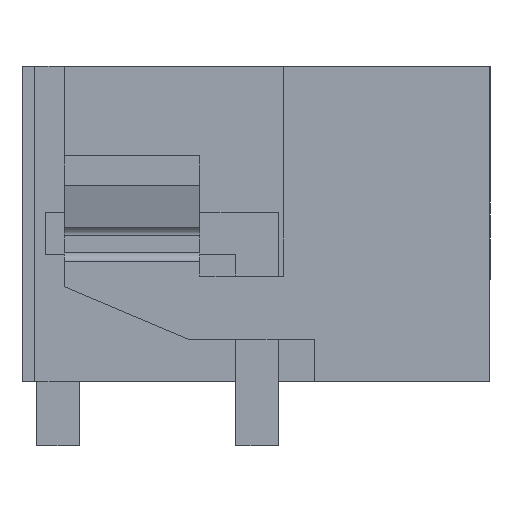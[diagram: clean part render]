
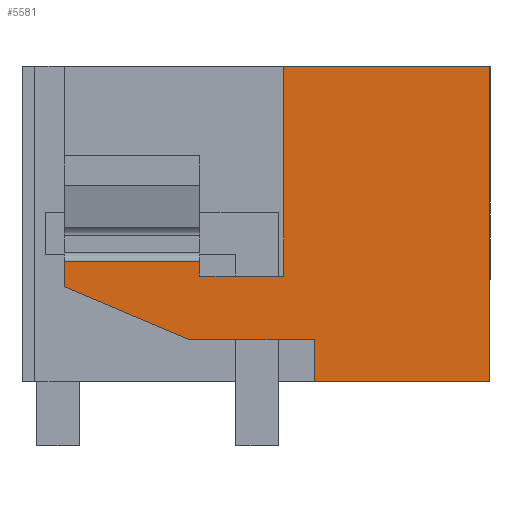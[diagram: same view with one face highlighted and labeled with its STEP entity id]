
A CAD part, left-side view. The second image highlights one B-rep face of the part: STEP entity #5581.
In plain terms, the highlighted planar face has unit normal (-1, 0, 0).
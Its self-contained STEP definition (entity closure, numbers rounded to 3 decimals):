
#5523=AXIS2_PLACEMENT_3D('Plane Axis2P3D',#5520,#5521,#5522) ;
#2675=CARTESIAN_POINT('Vertex',(0.,4.875,8.95)) ;
#2678=CARTESIAN_POINT('Line Origine',(0.,2.438,8.95)) ;
#2682=CARTESIAN_POINT('Vertex',(0.,0.,8.95)) ;
#3473=CARTESIAN_POINT('Vertex',(0.,0.,1.5)) ;
#3476=CARTESIAN_POINT('Line Origine',(0.,2.075,1.5)) ;
#3480=CARTESIAN_POINT('Vertex',(0.,4.15,1.5)) ;
#5311=CARTESIAN_POINT('Vertex',(0.,10.05,3.75)) ;
#5314=CARTESIAN_POINT('Line Origine',(0.,10.05,4.05)) ;
#5318=CARTESIAN_POINT('Vertex',(0.,10.05,4.35)) ;
#5505=CARTESIAN_POINT('Vertex',(0.,4.875,4.)) ;
#5508=CARTESIAN_POINT('Line Origine',(0.,4.875,6.475)) ;
#5520=CARTESIAN_POINT('Axis2P3D Location',(0.,11.05,-1.7)) ;
#5525=CARTESIAN_POINT('Line Origine',(0.,0.,5.225)) ;
#5530=CARTESIAN_POINT('Line Origine',(0.,5.863,4.)) ;
#5534=CARTESIAN_POINT('Vertex',(0.,6.85,4.)) ;
#5537=CARTESIAN_POINT('Line Origine',(0.,6.85,4.175)) ;
#5541=CARTESIAN_POINT('Vertex',(0.,6.85,4.35)) ;
#5544=CARTESIAN_POINT('Line Origine',(0.,8.45,4.35)) ;
#5549=CARTESIAN_POINT('Line Origine',(0.,8.571,3.123)) ;
#5553=CARTESIAN_POINT('Vertex',(0.,7.092,2.497)) ;
#5556=CARTESIAN_POINT('Line Origine',(0.,5.621,2.497)) ;
#5560=CARTESIAN_POINT('Vertex',(0.,4.15,2.497)) ;
#5563=CARTESIAN_POINT('Line Origine',(0.,4.15,1.998)) ;
#2679=DIRECTION('Vector Direction',(0.,-1.,0.)) ;
#3477=DIRECTION('Vector Direction',(0.,1.,0.)) ;
#5315=DIRECTION('Vector Direction',(0.,0.,-1.)) ;
#5509=DIRECTION('Vector Direction',(0.,0.,1.)) ;
#5521=DIRECTION('Axis2P3D Direction',(-1.,0.,0.)) ;
#5522=DIRECTION('Axis2P3D XDirection',(0.,-1.,0.)) ;
#5526=DIRECTION('Vector Direction',(0.,0.,-1.)) ;
#5531=DIRECTION('Vector Direction',(0.,1.,0.)) ;
#5538=DIRECTION('Vector Direction',(0.,0.,1.)) ;
#5545=DIRECTION('Vector Direction',(0.,-1.,0.)) ;
#5550=DIRECTION('Vector Direction',(0.,0.921,0.39)) ;
#5557=DIRECTION('Vector Direction',(0.,-1.,0.)) ;
#5564=DIRECTION('Vector Direction',(0.,0.,-1.)) ;
#2680=VECTOR('Line Direction',#2679,1.) ;
#3478=VECTOR('Line Direction',#3477,1.) ;
#5316=VECTOR('Line Direction',#5315,1.) ;
#5510=VECTOR('Line Direction',#5509,1.) ;
#5527=VECTOR('Line Direction',#5526,1.) ;
#5532=VECTOR('Line Direction',#5531,1.) ;
#5539=VECTOR('Line Direction',#5538,1.) ;
#5546=VECTOR('Line Direction',#5545,1.) ;
#5551=VECTOR('Line Direction',#5550,1.) ;
#5558=VECTOR('Line Direction',#5557,1.) ;
#5565=VECTOR('Line Direction',#5564,1.) ;
#5569=ORIENTED_EDGE('',*,*,#3482,.T.) ;
#5570=ORIENTED_EDGE('',*,*,#5529,.T.) ;
#5571=ORIENTED_EDGE('',*,*,#2684,.T.) ;
#5572=ORIENTED_EDGE('',*,*,#5512,.T.) ;
#5573=ORIENTED_EDGE('',*,*,#5536,.T.) ;
#5574=ORIENTED_EDGE('',*,*,#5543,.T.) ;
#5575=ORIENTED_EDGE('',*,*,#5548,.F.) ;
#5576=ORIENTED_EDGE('',*,*,#5320,.T.) ;
#5577=ORIENTED_EDGE('',*,*,#5555,.T.) ;
#5578=ORIENTED_EDGE('',*,*,#5562,.T.) ;
#5579=ORIENTED_EDGE('',*,*,#5567,.T.) ;
#5581=ADVANCED_FACE('HOUSING',(#5580),#5524,.T.) ;
#2684=EDGE_CURVE('',#2683,#2676,#2681,.F.) ;
#3482=EDGE_CURVE('',#3481,#3474,#3479,.F.) ;
#5320=EDGE_CURVE('',#5319,#5312,#5317,.T.) ;
#5512=EDGE_CURVE('',#2676,#5506,#5511,.F.) ;
#5529=EDGE_CURVE('',#3474,#2683,#5528,.F.) ;
#5536=EDGE_CURVE('',#5506,#5535,#5533,.T.) ;
#5543=EDGE_CURVE('',#5535,#5542,#5540,.T.) ;
#5548=EDGE_CURVE('',#5319,#5542,#5547,.T.) ;
#5555=EDGE_CURVE('',#5312,#5554,#5552,.F.) ;
#5562=EDGE_CURVE('',#5554,#5561,#5559,.T.) ;
#5567=EDGE_CURVE('',#5561,#3481,#5566,.T.) ;
#5568=EDGE_LOOP('',(#5569,#5570,#5571,#5572,#5573,#5574,#5575,#5576,#5577,#5578,#5579)) ;
#5580=FACE_OUTER_BOUND('',#5568,.T.) ;
#2681=LINE('Line',#2678,#2680) ;
#3479=LINE('Line',#3476,#3478) ;
#5317=LINE('Line',#5314,#5316) ;
#5511=LINE('Line',#5508,#5510) ;
#5528=LINE('Line',#5525,#5527) ;
#5533=LINE('Line',#5530,#5532) ;
#5540=LINE('Line',#5537,#5539) ;
#5547=LINE('Line',#5544,#5546) ;
#5552=LINE('Line',#5549,#5551) ;
#5559=LINE('Line',#5556,#5558) ;
#5566=LINE('Line',#5563,#5565) ;
#5524=PLANE('',#5523) ;
#2676=VERTEX_POINT('',#2675) ;
#2683=VERTEX_POINT('',#2682) ;
#3474=VERTEX_POINT('',#3473) ;
#3481=VERTEX_POINT('',#3480) ;
#5312=VERTEX_POINT('',#5311) ;
#5319=VERTEX_POINT('',#5318) ;
#5506=VERTEX_POINT('',#5505) ;
#5535=VERTEX_POINT('',#5534) ;
#5542=VERTEX_POINT('',#5541) ;
#5554=VERTEX_POINT('',#5553) ;
#5561=VERTEX_POINT('',#5560) ;
